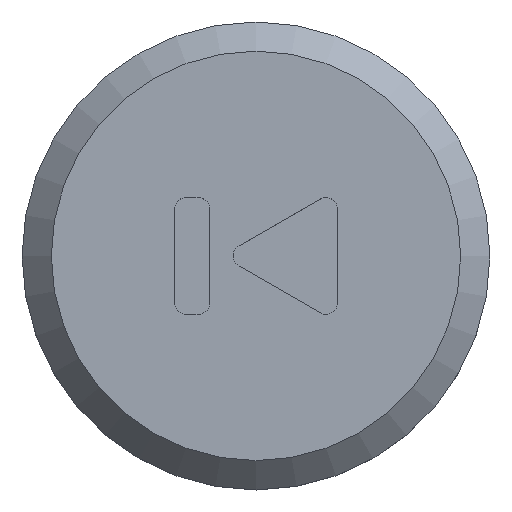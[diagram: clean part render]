
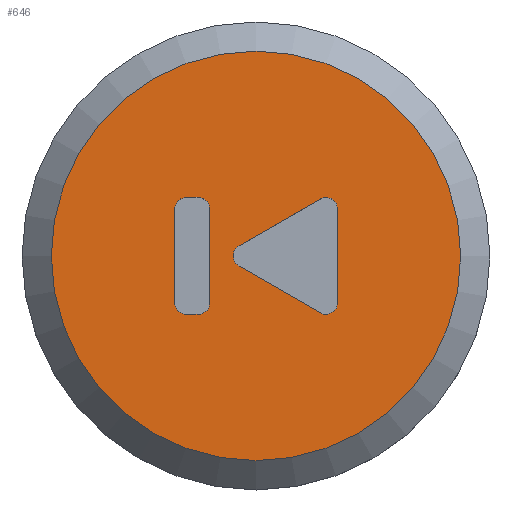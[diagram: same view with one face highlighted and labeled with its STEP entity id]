
A CAD part, top view. The second image highlights one B-rep face of the part: STEP entity #646.
In plain terms, the highlighted planar face has unit normal (0, 0, 1).
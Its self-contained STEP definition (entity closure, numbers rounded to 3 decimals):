
#33=FACE_BOUND('',#80,.T.);
#34=FACE_BOUND('',#81,.T.);
#40=FACE_OUTER_BOUND('',#79,.T.);
#79=EDGE_LOOP('',(#465));
#80=EDGE_LOOP('',(#466,#467,#468,#469,#470,#471,#472,#473));
#81=EDGE_LOOP('',(#474,#475,#476,#477,#478,#479));
#132=LINE('',#1046,#194);
#133=LINE('',#1050,#195);
#134=LINE('',#1054,#196);
#135=LINE('',#1058,#197);
#136=LINE('',#1064,#198);
#137=LINE('',#1068,#199);
#138=LINE('',#1071,#200);
#194=VECTOR('',#829,1.);
#195=VECTOR('',#832,1.);
#196=VECTOR('',#835,1.);
#197=VECTOR('',#838,1.);
#198=VECTOR('',#843,1.);
#199=VECTOR('',#846,1.);
#200=VECTOR('',#849,1.);
#257=CIRCLE('',#716,7.);
#258=CIRCLE('',#717,0.4);
#259=CIRCLE('',#718,0.4);
#260=CIRCLE('',#719,0.4);
#261=CIRCLE('',#720,0.4);
#262=CIRCLE('',#721,0.4);
#263=CIRCLE('',#722,0.4);
#264=CIRCLE('',#723,0.4);
#305=VERTEX_POINT('',#1042);
#306=VERTEX_POINT('',#1044);
#307=VERTEX_POINT('',#1045);
#308=VERTEX_POINT('',#1047);
#309=VERTEX_POINT('',#1049);
#310=VERTEX_POINT('',#1051);
#311=VERTEX_POINT('',#1053);
#312=VERTEX_POINT('',#1055);
#313=VERTEX_POINT('',#1057);
#314=VERTEX_POINT('',#1060);
#315=VERTEX_POINT('',#1061);
#316=VERTEX_POINT('',#1063);
#317=VERTEX_POINT('',#1065);
#318=VERTEX_POINT('',#1067);
#319=VERTEX_POINT('',#1069);
#369=EDGE_CURVE('',#305,#305,#257,.T.);
#370=EDGE_CURVE('',#306,#307,#132,.T.);
#371=EDGE_CURVE('',#308,#306,#258,.T.);
#372=EDGE_CURVE('',#309,#308,#133,.T.);
#373=EDGE_CURVE('',#310,#309,#259,.T.);
#374=EDGE_CURVE('',#311,#310,#134,.T.);
#375=EDGE_CURVE('',#312,#311,#260,.T.);
#376=EDGE_CURVE('',#313,#312,#135,.T.);
#377=EDGE_CURVE('',#307,#313,#261,.T.);
#378=EDGE_CURVE('',#314,#315,#262,.T.);
#379=EDGE_CURVE('',#314,#316,#136,.T.);
#380=EDGE_CURVE('',#317,#316,#263,.T.);
#381=EDGE_CURVE('',#318,#317,#137,.T.);
#382=EDGE_CURVE('',#319,#318,#264,.T.);
#383=EDGE_CURVE('',#315,#319,#138,.T.);
#465=ORIENTED_EDGE('',*,*,#369,.F.);
#466=ORIENTED_EDGE('',*,*,#370,.F.);
#467=ORIENTED_EDGE('',*,*,#371,.F.);
#468=ORIENTED_EDGE('',*,*,#372,.F.);
#469=ORIENTED_EDGE('',*,*,#373,.F.);
#470=ORIENTED_EDGE('',*,*,#374,.F.);
#471=ORIENTED_EDGE('',*,*,#375,.F.);
#472=ORIENTED_EDGE('',*,*,#376,.F.);
#473=ORIENTED_EDGE('',*,*,#377,.F.);
#474=ORIENTED_EDGE('',*,*,#378,.F.);
#475=ORIENTED_EDGE('',*,*,#379,.T.);
#476=ORIENTED_EDGE('',*,*,#380,.F.);
#477=ORIENTED_EDGE('',*,*,#381,.F.);
#478=ORIENTED_EDGE('',*,*,#382,.F.);
#479=ORIENTED_EDGE('',*,*,#383,.F.);
#624=PLANE('',#715);
#646=ADVANCED_FACE('',(#40,#33,#34),#624,.T.);
#715=AXIS2_PLACEMENT_3D('',#1041,#825,#826);
#716=AXIS2_PLACEMENT_3D('',#1043,#827,#828);
#717=AXIS2_PLACEMENT_3D('',#1048,#830,#831);
#718=AXIS2_PLACEMENT_3D('',#1052,#833,#834);
#719=AXIS2_PLACEMENT_3D('',#1056,#836,#837);
#720=AXIS2_PLACEMENT_3D('',#1059,#839,#840);
#721=AXIS2_PLACEMENT_3D('',#1062,#841,#842);
#722=AXIS2_PLACEMENT_3D('',#1066,#844,#845);
#723=AXIS2_PLACEMENT_3D('',#1070,#847,#848);
#825=DIRECTION('center_axis',(0.,0.,1.));
#826=DIRECTION('ref_axis',(1.,0.,0.));
#827=DIRECTION('center_axis',(0.,0.,-1.));
#828=DIRECTION('ref_axis',(1.,0.,0.));
#829=DIRECTION('',(0.,-1.,0.));
#830=DIRECTION('center_axis',(0.,0.,1.));
#831=DIRECTION('ref_axis',(1.,0.,0.));
#832=DIRECTION('',(-1.,0.,0.));
#833=DIRECTION('center_axis',(0.,0.,1.));
#834=DIRECTION('ref_axis',(1.,0.,0.));
#835=DIRECTION('',(0.,1.,0.));
#836=DIRECTION('center_axis',(0.,0.,1.));
#837=DIRECTION('ref_axis',(1.,0.,0.));
#838=DIRECTION('',(1.,0.,0.));
#839=DIRECTION('center_axis',(0.,0.,1.));
#840=DIRECTION('ref_axis',(1.,0.,0.));
#841=DIRECTION('center_axis',(0.,0.,1.));
#842=DIRECTION('ref_axis',(1.,0.,0.));
#843=DIRECTION('',(0.,-1.,0.));
#844=DIRECTION('center_axis',(0.,0.,1.));
#845=DIRECTION('ref_axis',(1.,0.,0.));
#846=DIRECTION('',(0.866,-0.5,0.));
#847=DIRECTION('center_axis',(0.,0.,1.));
#848=DIRECTION('ref_axis',(1.,0.,0.));
#849=DIRECTION('',(-0.866,-0.5,0.));
#1041=CARTESIAN_POINT('Origin',(0.,0.,3.));
#1042=CARTESIAN_POINT('',(-7.,0.,3.));
#1043=CARTESIAN_POINT('Origin',(0.,0.,3.));
#1044=CARTESIAN_POINT('',(-2.78,1.6,3.));
#1045=CARTESIAN_POINT('',(-2.78,-1.6,3.));
#1046=CARTESIAN_POINT('',(-2.78,1.6,3.));
#1047=CARTESIAN_POINT('',(-2.38,2.,3.));
#1048=CARTESIAN_POINT('Origin',(-2.38,1.6,3.));
#1049=CARTESIAN_POINT('',(-1.98,2.,3.));
#1050=CARTESIAN_POINT('',(-1.98,2.,3.));
#1051=CARTESIAN_POINT('',(-1.58,1.6,3.));
#1052=CARTESIAN_POINT('Origin',(-1.98,1.6,3.));
#1053=CARTESIAN_POINT('',(-1.58,-1.6,3.));
#1054=CARTESIAN_POINT('',(-1.58,-1.6,3.));
#1055=CARTESIAN_POINT('',(-1.98,-2.,3.));
#1056=CARTESIAN_POINT('Origin',(-1.98,-1.6,3.));
#1057=CARTESIAN_POINT('',(-2.38,-2.,3.));
#1058=CARTESIAN_POINT('',(-2.38,-2.,3.));
#1059=CARTESIAN_POINT('Origin',(-2.38,-1.6,3.));
#1060=CARTESIAN_POINT('',(2.791,1.6,3.));
#1061=CARTESIAN_POINT('',(2.191,1.946,3.));
#1062=CARTESIAN_POINT('Origin',(2.391,1.6,3.));
#1063=CARTESIAN_POINT('',(2.791,-1.6,3.));
#1064=CARTESIAN_POINT('',(2.791,1.6,3.));
#1065=CARTESIAN_POINT('',(2.191,-1.946,3.));
#1066=CARTESIAN_POINT('Origin',(2.391,-1.6,3.));
#1067=CARTESIAN_POINT('',(-0.58,-0.346,3.));
#1068=CARTESIAN_POINT('',(-0.58,-0.346,3.));
#1069=CARTESIAN_POINT('',(-0.58,0.346,3.));
#1070=CARTESIAN_POINT('Origin',(-0.38,0.,3.));
#1071=CARTESIAN_POINT('',(2.191,1.946,3.));
